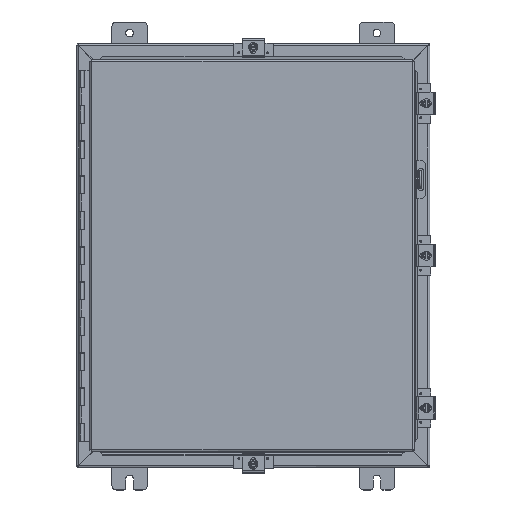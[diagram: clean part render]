
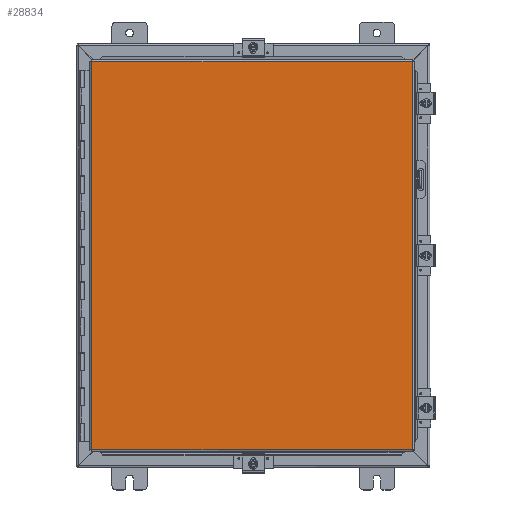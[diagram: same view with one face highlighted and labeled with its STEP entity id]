
A CAD part, top view. The second image highlights one B-rep face of the part: STEP entity #28834.
In plain terms, the highlighted face is planar.
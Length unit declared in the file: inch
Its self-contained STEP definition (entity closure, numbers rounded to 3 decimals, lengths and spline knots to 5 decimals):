
#2244 = VERTEX_POINT ( 'NONE', #19340 ) ;
#2300 = VECTOR ( 'NONE', #18012, 39.37008 ) ;
#3264 = LINE ( 'NONE', #17928, #2300 ) ;
#3419 = DIRECTION ( 'NONE',  ( -1., 0., 0. ) ) ;
#3869 = CARTESIAN_POINT ( 'NONE',  ( 9.08225, -10.9885, 0. ) ) ;
#10060 = VECTOR ( 'NONE', #24652, 39.37008 ) ;
#10697 = AXIS2_PLACEMENT_3D ( 'NONE', #25085, #25046, #25032 ) ;
#11078 = LINE ( 'NONE', #25420, #10060 ) ;
#14083 = VERTEX_POINT ( 'NONE', #36928 ) ;
#16610 = LINE ( 'NONE', #37536, #39298 ) ;
#17928 = CARTESIAN_POINT ( 'NONE',  ( -9.08225, 10.9885, 0. ) ) ;
#18012 = DIRECTION ( 'NONE',  ( 1., 0., 0. ) ) ;
#19340 = CARTESIAN_POINT ( 'NONE',  ( 9.08225, 10.9885, 0. ) ) ;
#19607 = VERTEX_POINT ( 'NONE', #33449 ) ;
#19791 = VERTEX_POINT ( 'NONE', #26300 ) ;
#20593 = FACE_OUTER_BOUND ( 'NONE', #21991, .T. ) ;
#21991 = EDGE_LOOP ( 'NONE', ( #38958, #39140, #39226, #40009 ) ) ;
#24652 = DIRECTION ( 'NONE',  ( 0., 1., 0. ) ) ;
#25032 = DIRECTION ( 'NONE',  ( 1., 0., 0. ) ) ;
#25046 = DIRECTION ( 'NONE',  ( 0., 0., 1. ) ) ;
#25085 = CARTESIAN_POINT ( 'NONE',  ( 0., 0., 0. ) ) ;
#25420 = CARTESIAN_POINT ( 'NONE',  ( -9.08225, -10.9885, 0. ) ) ;
#26300 = CARTESIAN_POINT ( 'NONE',  ( -9.08225, 10.9885, 0. ) ) ;
#26675 = PLANE ( 'NONE',  #10697 ) ;
#28834 = ADVANCED_FACE ( 'NONE', ( #20593 ), #26675, .F. ) ;
#30767 = VECTOR ( 'NONE', #3419, 39.37008 ) ;
#33449 = CARTESIAN_POINT ( 'NONE',  ( 9.08225, -10.9885, 0. ) ) ;
#35456 = EDGE_CURVE ( 'NONE', #19607, #14083, #41188, .T. ) ;
#36928 = CARTESIAN_POINT ( 'NONE',  ( -9.08225, -10.9885, 0. ) ) ;
#37047 = DIRECTION ( 'NONE',  ( 0., -1., 0. ) ) ;
#37536 = CARTESIAN_POINT ( 'NONE',  ( 9.08225, 10.9885, 0. ) ) ;
#37702 = EDGE_CURVE ( 'NONE', #19791, #2244, #3264, .T. ) ;
#38958 = ORIENTED_EDGE ( 'NONE', *, *, #40268, .T. ) ;
#39140 = ORIENTED_EDGE ( 'NONE', *, *, #37702, .T. ) ;
#39226 = ORIENTED_EDGE ( 'NONE', *, *, #40816, .T. ) ;
#39298 = VECTOR ( 'NONE', #37047, 39.37008 ) ;
#40009 = ORIENTED_EDGE ( 'NONE', *, *, #35456, .T. ) ;
#40268 = EDGE_CURVE ( 'NONE', #14083, #19791, #11078, .T. ) ;
#40816 = EDGE_CURVE ( 'NONE', #2244, #19607, #16610, .T. ) ;
#41188 = LINE ( 'NONE', #3869, #30767 ) ;
